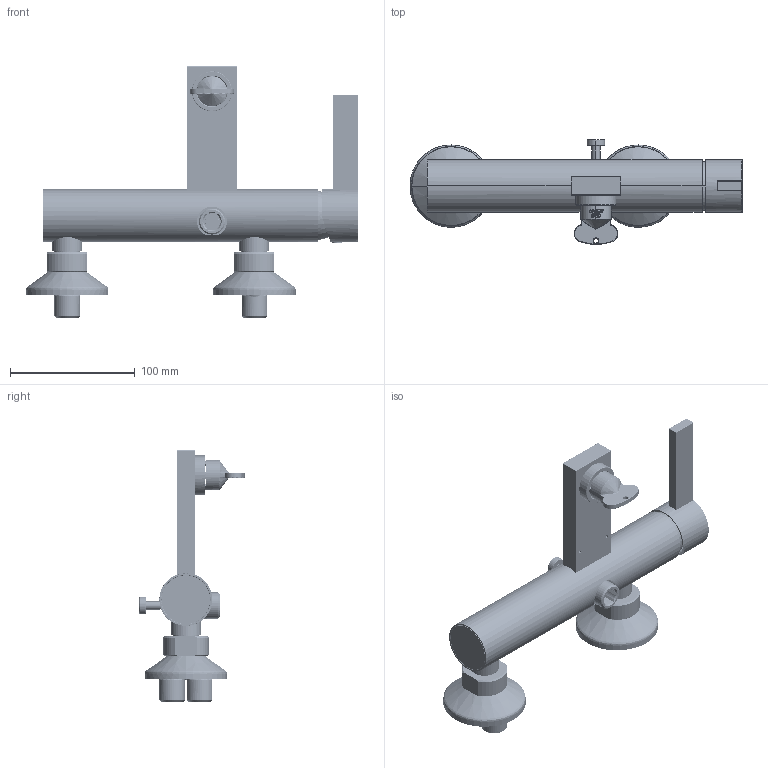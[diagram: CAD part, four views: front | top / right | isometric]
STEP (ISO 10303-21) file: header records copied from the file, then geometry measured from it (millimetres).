
FILE_DESCRIPTION (( 'STEP AP203' ), '1' );
FILE_NAME ('700075vic0_asm.STEP', '2018-09-13T21:44:34', ( '' ), ( '' ), 'SwSTEP 2.0', 'SolidWorks 2015', '' );
FILE_SCHEMA (( 'CONFIG_CONTROL_DESIGN' ));
Length unit declared in the file: millimetre
Products named in the file (66): DEVIATORE_ECO_004; 12000232; 06003501_1; 12025801_AF1; 04000151; 06000107_2; 05002003_2; 16000812_ASM; 700075vic0_asm; 12000594_AF1; 16000752_ASM; 12000593; 02000099; 11000036_C; DEVIATORE_ECO_005; 07010106W_D_2; 06020307_3; 06022007_4; 01000078_AF0_ASM; 03000018_AF0; 16000751_ASM; DEVIATORE_ECO_006; 16000755_ASM; 16000112_ASM_1; 16000753_ASM; DEVIATORE_ECO_003; 06000047_2; 12025801_AF0; 16000756_ASM; 07010106W_ASM_2; 06000907_2; 16000657_ASM_2; 11000036_B; 16000658_ASM_2; 12000208_AF2; 11000036_ASM; 10000100; 07010106W_B_2; 10000220; 07006506_ASM ...
Assembly tree (71 placements, depth 5):
  700075vic0_asm
    16000752_ASM
      01000078_AF0_ASM
        01000077_AF1
        12000208_AF2
        12000208_AF3
        12000594_AF1
      06000047_2  x2
      12000232
      04020304
      16000753_ASM
        04020304  x2
      12025801_AF0
      12025801_AF1
      04007804_AF0
      04007804_AF1
      12008301  x2
      16001955_ASM
        12000593
        04000151
    16000750_ASM
      07006506_ASM
        DEVIATORE_ECO_005
        DEVIATORE_ECO_001
        DEVIATORE_ECO_002
        DEVIATORE_ECO_003
        DEVIATORE_ECO_004
        DEVIATORE_ECO_006
    16000007_ASM_2
      07010106W_ASM_2
        07010106W_A_2
        07010106W_B_2
        07010106W_C_2
        07010106W_D_2
    16000112_ASM_1
      06003501_1
    16000008_OBSOLETO_ASM_1
      06006201_1
    16000193_ASM
      03000018_AF0
      03000016_AF0_1
      06020307_3
      06000107_2
      16000657_ASM_2
        06022007_4
      16000658_ASM_2
        05002003_2
    16000755_ASM
      02000099
      12000209
      06000907_2  x2
      16000756_ASM
        11000036_ASM
          11000036_A
          11000036_B
          11000036_C
          11000036_D
      04000062
    16000751_ASM  x2
      14000032_ASM
Bounding box: 266 x 84.2 x 201.41 mm (x, y, z)
Volume: 24096.6 mm3; surface area: 204080.9 mm2
Topology: 28 solids, 87 shells, 4340 faces, 12478 edges, 8018 vertices
Faces by surface type: cylinder 2302, plane 1244, bspline 504, cone 280, torus 10
Entity records: 187358 total; most frequent: CARTESIAN_POINT 79076, ORIENTED_EDGE 23566, DIRECTION 16272, EDGE_CURVE 11851, VERTEX_POINT 7703, AXIS2_PLACEMENT_3D 6059, EDGE_LOOP 5914, B_SPLINE_CURVE_WITH_KNOTS 5214
